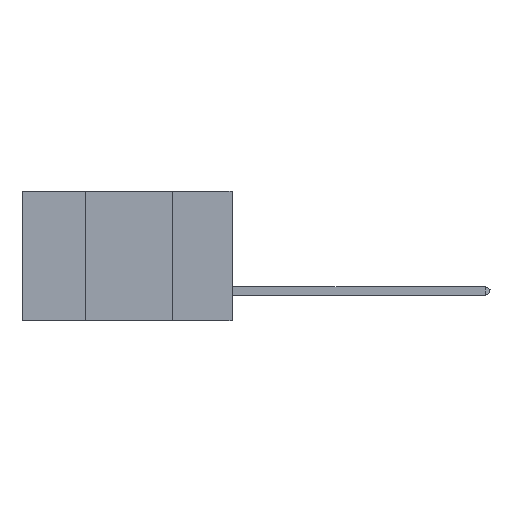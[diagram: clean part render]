
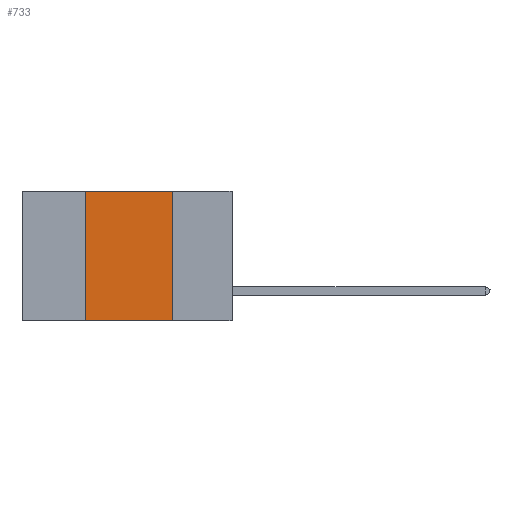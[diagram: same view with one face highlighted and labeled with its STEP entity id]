
A CAD part, left-side view. The second image highlights one B-rep face of the part: STEP entity #733.
In plain terms, the highlighted planar face has unit normal (-1, 0, 0).
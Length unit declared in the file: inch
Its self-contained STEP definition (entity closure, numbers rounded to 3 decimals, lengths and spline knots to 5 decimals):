
#427 = VECTOR ( 'NONE', #24618, 39.37008 ) ;
#733 = ADVANCED_FACE ( 'NONE', ( #20740 ), #19542, .F. ) ;
#910 = CARTESIAN_POINT ( 'NONE',  ( 0., 0.42, -0.37 ) ) ;
#934 = CARTESIAN_POINT ( 'NONE',  ( 0., 0.42, 0. ) ) ;
#1267 = VERTEX_POINT ( 'NONE', #18707 ) ;
#3458 = CARTESIAN_POINT ( 'NONE',  ( 0., 0.6, -0.37 ) ) ;
#3904 = VERTEX_POINT ( 'NONE', #13321 ) ;
#5013 = AXIS2_PLACEMENT_3D ( 'NONE', #10126, #15146, #7640 ) ;
#5693 = CARTESIAN_POINT ( 'NONE',  ( 0., 0.6, 0. ) ) ;
#7640 = DIRECTION ( 'NONE',  ( 0., 0., -1. ) ) ;
#7665 = ORIENTED_EDGE ( 'NONE', *, *, #22300, .F. ) ;
#8144 = LINE ( 'NONE', #5693, #20603 ) ;
#9814 = EDGE_CURVE ( 'NONE', #1267, #3904, #16544, .T. ) ;
#10126 = CARTESIAN_POINT ( 'NONE',  ( 0., 0.6, 0. ) ) ;
#12782 = ORIENTED_EDGE ( 'NONE', *, *, #15861, .F. ) ;
#12997 = VERTEX_POINT ( 'NONE', #910 ) ;
#13321 = CARTESIAN_POINT ( 'NONE',  ( 0., 0.17, -0.37 ) ) ;
#14357 = VECTOR ( 'NONE', #16310, 39.37008 ) ;
#15146 = DIRECTION ( 'NONE',  ( 1., 0., 0. ) ) ;
#15272 = CARTESIAN_POINT ( 'NONE',  ( 0., 0.42, 0. ) ) ;
#15623 = EDGE_LOOP ( 'NONE', ( #23576, #12782, #7665, #24886 ) ) ;
#15861 = EDGE_CURVE ( 'NONE', #27827, #1267, #8144, .T. ) ;
#16310 = DIRECTION ( 'NONE',  ( 0., 0., -1. ) ) ;
#16544 = LINE ( 'NONE', #23149, #14357 ) ;
#17420 = VECTOR ( 'NONE', #22009, 39.37008 ) ;
#18707 = CARTESIAN_POINT ( 'NONE',  ( 0., 0.17, 0. ) ) ;
#19542 = PLANE ( 'NONE',  #5013 ) ;
#19836 = DIRECTION ( 'NONE',  ( 0., -1., 0. ) ) ;
#20603 = VECTOR ( 'NONE', #19836, 39.37008 ) ;
#20740 = FACE_OUTER_BOUND ( 'NONE', #15623, .T. ) ;
#22009 = DIRECTION ( 'NONE',  ( 0., -1., 0. ) ) ;
#22300 = EDGE_CURVE ( 'NONE', #12997, #27827, #29754, .T. ) ;
#23149 = CARTESIAN_POINT ( 'NONE',  ( 0., 0.17, 0. ) ) ;
#23576 = ORIENTED_EDGE ( 'NONE', *, *, #9814, .F. ) ;
#24618 = DIRECTION ( 'NONE',  ( 0., 0., 1. ) ) ;
#24790 = EDGE_CURVE ( 'NONE', #12997, #3904, #29100, .T. ) ;
#24886 = ORIENTED_EDGE ( 'NONE', *, *, #24790, .T. ) ;
#27827 = VERTEX_POINT ( 'NONE', #15272 ) ;
#29100 = LINE ( 'NONE', #3458, #17420 ) ;
#29754 = LINE ( 'NONE', #934, #427 ) ;
